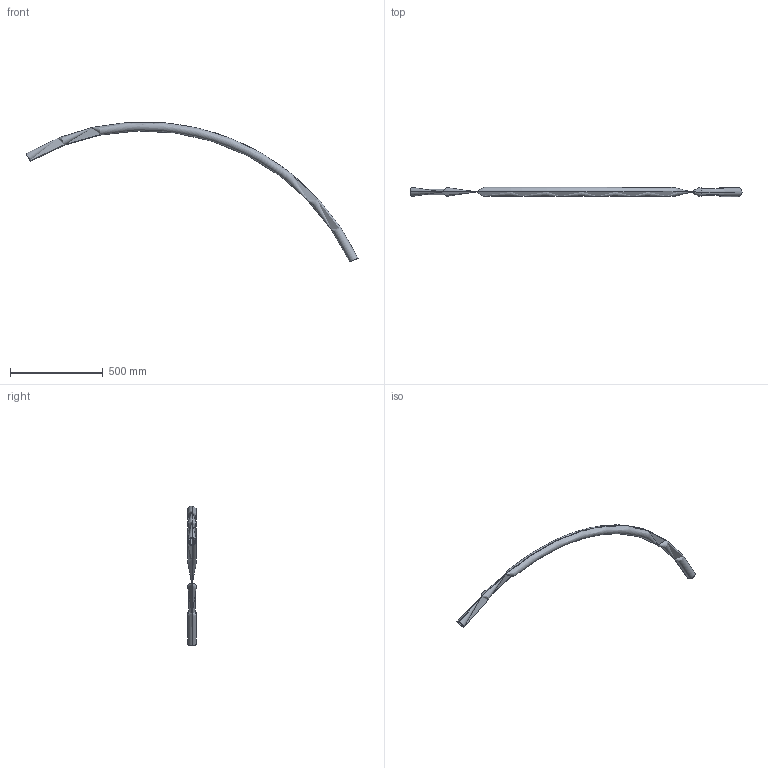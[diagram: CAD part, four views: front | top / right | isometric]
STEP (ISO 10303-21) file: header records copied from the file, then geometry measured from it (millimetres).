
FILE_DESCRIPTION (( 'STEP AP203' ), '1' );
FILE_NAME ('3435-50-014-01_REV_.step', '2025-11-20T01:05:28', ( '' ), ( '' ), 'SwSTEP 2.0', 'SolidWorks 2025', '' );
FILE_SCHEMA (( 'CONFIG_CONTROL_DESIGN' ));
Length unit declared in the file: millimetre
Products named in the file (1): 3435-50-014-01_REV_
Bounding box: 1791.85 x 48.3 x 755.28 mm (x, y, z)
Volume: 821179.8 mm3; surface area: 593702.1 mm2
Topology: 1 solids, 1 shells, 6 faces, 12 edges, 8 vertices
Faces by surface type: torus 4, plane 2
Entity records: 249 total; most frequent: DIRECTION 38, CARTESIAN_POINT 27, ORIENTED_EDGE 24, AXIS2_PLACEMENT_3D 19, EDGE_CURVE 12, CIRCLE 12, PERSON_AND_ORGANIZATION 8, VERTEX_POINT 8
